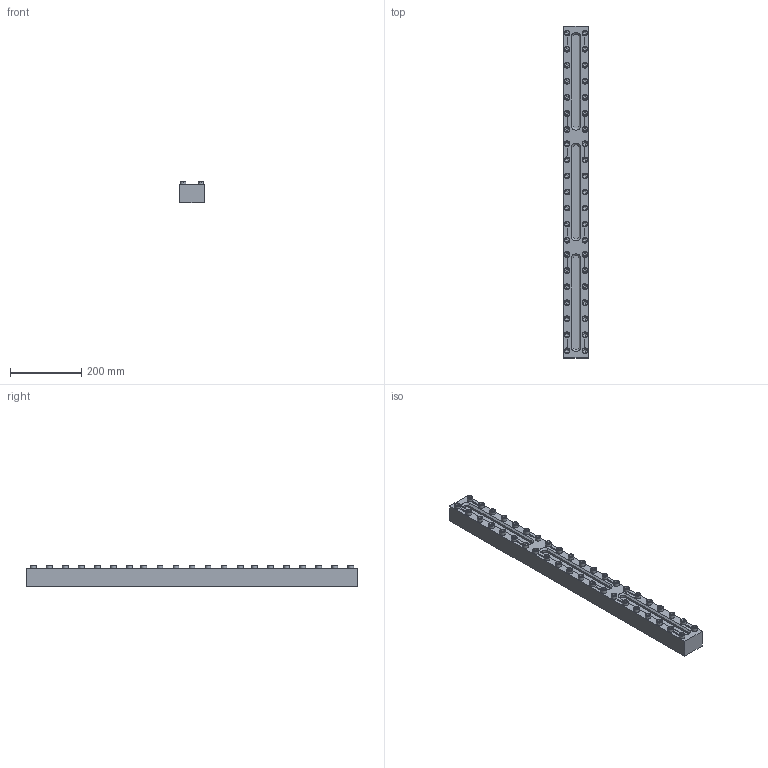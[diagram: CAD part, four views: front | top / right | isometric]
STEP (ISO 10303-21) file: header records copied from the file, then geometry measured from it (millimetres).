
FILE_DESCRIPTION(('HOOPS Exchange Step'),'2;1');
FILE_NAME('BS03_09.stp','2025-05-26T12:02:11+02:00',('nieru'),('Unknown organisation'),'HOOPS Exchange 2024.2','HOOPS Exchange','Unknown authorisation');
FILE_SCHEMA( ('AP203_CONFIGURATION_CONTROLLED_3D_DESIGN_OF_MECHANICAL_PARTS_AND_ASSEMBLIES_MIM_LF') );
Length unit declared in the file: millimetre
Products named in the file (1): root
Bounding box: 70 x 930 x 60.9 mm (x, y, z)
Volume: 3002974.1 mm3; surface area: 296819 mm2
Topology: 1 solids, 1 shells, 1956 faces, 5358 edges, 3596 vertices
Faces by surface type: plane 1716, bspline 96, cylinder 54, cone 48, torus 42
Full cylindrical faces by diameter (mm): 16 x42
Entity records: 112250 total; most frequent: CARTESIAN_POINT 64197, ORIENTED_EDGE 10632, DIRECTION 8288, EDGE_CURVE 5316, VECTOR 4422, LINE 4422, VERTEX_POINT 3596, EDGE_LOOP 2190
